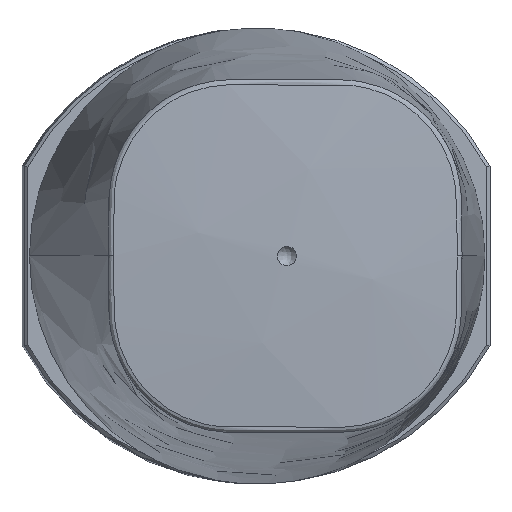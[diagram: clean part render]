
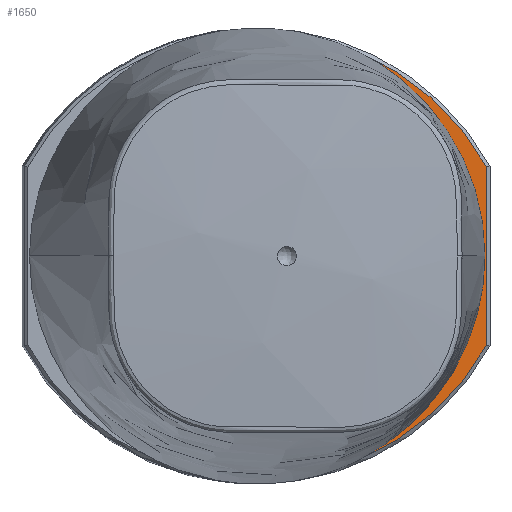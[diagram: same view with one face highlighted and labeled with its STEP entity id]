
A CAD part, left-side view. The second image highlights one B-rep face of the part: STEP entity #1650.
In plain terms, the highlighted planar face has unit normal (-0.999, -0.035, 0).
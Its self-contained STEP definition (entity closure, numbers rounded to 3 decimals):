
#49 = AXIS2_PLACEMENT_3D ( 'NONE', #4868, #4902, #6569 ) ;
#170 = CARTESIAN_POINT ( 'NONE',  ( -84.606, -46.402, 160.047 ) ) ;
#181 = CARTESIAN_POINT ( 'NONE',  ( -84.592, -46.791, 151.246 ) ) ;
#290 = CIRCLE ( 'NONE', #49, 23.634 ) ;
#314 = CARTESIAN_POINT ( 'NONE',  ( -85.3, -26.517, 158.387 ) ) ;
#716 = CARTESIAN_POINT ( 'NONE',  ( -84.578, -47.205, 162.985 ) ) ;
#956 = CARTESIAN_POINT ( 'NONE',  ( -84.584, -47.035, 153.162 ) ) ;
#1050 = CARTESIAN_POINT ( 'NONE',  ( -84.611, -46.251, 160.606 ) ) ;
#1094 = CARTESIAN_POINT ( 'NONE',  ( -84.659, -44.884, 164.15 ) ) ;
#1124 = DIRECTION ( 'NONE',  ( 0., 0., -1. ) ) ;
#1192 = VECTOR ( 'NONE', #10751, 1000. ) ;
#1639 = CARTESIAN_POINT ( 'NONE',  ( -84.586, -46.971, 156.86 ) ) ;
#1650 = ADVANCED_FACE ( 'NONE', ( #3943 ), #5305, .T. ) ;
#1715 = CARTESIAN_POINT ( 'NONE',  ( -84.924, -37.279, 172.569 ) ) ;
#1735 = CARTESIAN_POINT ( 'NONE',  ( -84.624, -45.879, 148.184 ) ) ;
#1848 = EDGE_LOOP ( 'NONE', ( #5902, #3832, #10280, #9743, #6561 ) ) ;
#2541 = B_SPLINE_CURVE_WITH_KNOTS ( 'NONE', 3,
 ( #10384, #6007, #8694, #3454, #11370, #6972, #7011, #9577, #5221, #1735, #2607, #8731, #3485, #9620, #10729, #8009, #2790, #181, #956, #7976 ),
 .UNSPECIFIED., .F., .F.,
 ( 4, 2, 2, 2, 2, 1, 2, 1, 2, 2, 4 ),
 ( 0., 0.25, 0.5, 0.625, 0.687, 0.719, 0.734, 0.742, 0.746, 0.75, 1. ),
 .UNSPECIFIED. ) ;
#2607 = CARTESIAN_POINT ( 'NONE',  ( -84.62, -45.995, 148.522 ) ) ;
#2790 = CARTESIAN_POINT ( 'NONE',  ( -84.612, -46.231, 149.291 ) ) ;
#2827 = AXIS2_PLACEMENT_3D ( 'NONE', #314, #8993, #1124 ) ;
#2896 = CARTESIAN_POINT ( 'NONE',  ( -84.603, -46.49, 159.694 ) ) ;
#2998 = CARTESIAN_POINT ( 'NONE',  ( -84.578, -47.205, 146.983 ) ) ;
#3454 = CARTESIAN_POINT ( 'NONE',  ( -84.77, -41.691, 141.033 ) ) ;
#3468 = CARTESIAN_POINT ( 'NONE',  ( -84.596, -46.693, 158.75 ) ) ;
#3485 = CARTESIAN_POINT ( 'NONE',  ( -84.614, -46.155, 149.035 ) ) ;
#3526 = CARTESIAN_POINT ( 'NONE',  ( -84.689, -44.023, 154.984 ) ) ;
#3644 = CARTESIAN_POINT ( 'NONE',  ( -84.684, -44.159, 165.469 ) ) ;
#3687 = CARTESIAN_POINT ( 'NONE',  ( -84.69, -44.002, 165.728 ) ) ;
#3762 = CARTESIAN_POINT ( 'NONE',  ( -84.652, -45.092, 163.72 ) ) ;
#3832 = ORIENTED_EDGE ( 'NONE', *, *, #7034, .F. ) ;
#3892 = EDGE_CURVE ( 'NONE', #5761, #4651, #9444, .T. ) ;
#3943 = FACE_OUTER_BOUND ( 'NONE', #1848, .T. ) ;
#4339 = CARTESIAN_POINT ( 'NONE',  ( -84.631, -45.668, 162.415 ) ) ;
#4410 = CARTESIAN_POINT ( 'NONE',  ( -84.985, -35.557, 136.553 ) ) ;
#4613 = CARTESIAN_POINT ( 'NONE',  ( -84.671, -44.547, 164.788 ) ) ;
#4651 = VERTEX_POINT ( 'NONE', #2998 ) ;
#4868 = CARTESIAN_POINT ( 'NONE',  ( -85.3, -26.517, 151.581 ) ) ;
#4902 = DIRECTION ( 'NONE',  ( -0.999, -0.035, 0. ) ) ;
#5221 = CARTESIAN_POINT ( 'NONE',  ( -84.633, -45.634, 147.511 ) ) ;
#5305 = PLANE ( 'NONE',  #6639 ) ;
#5532 = CARTESIAN_POINT ( 'NONE',  ( -84.62, -45.987, 161.528 ) ) ;
#5544 = CARTESIAN_POINT ( 'NONE',  ( -84.984, -35.562, 173.412 ) ) ;
#5761 = VERTEX_POINT ( 'NONE', #4410 ) ;
#5902 = ORIENTED_EDGE ( 'NONE', *, *, #11336, .T. ) ;
#6007 = CARTESIAN_POINT ( 'NONE',  ( -84.925, -37.273, 137.396 ) ) ;
#6241 = CARTESIAN_POINT ( 'NONE',  ( -84.611, -46.26, 160.575 ) ) ;
#6279 = CARTESIAN_POINT ( 'NONE',  ( -84.61, -46.276, 160.516 ) ) ;
#6321 = CARTESIAN_POINT ( 'NONE',  ( -84.727, -42.934, 167.446 ) ) ;
#6437 = CARTESIAN_POINT ( 'NONE',  ( -84.578, -47.205, 154.984 ) ) ;
#6561 = ORIENTED_EDGE ( 'NONE', *, *, #6794, .T. ) ;
#6569 = DIRECTION ( 'NONE',  ( 0., 0., -1. ) ) ;
#6639 = AXIS2_PLACEMENT_3D ( 'NONE', #3526, #7025, #9668 ) ;
#6794 = EDGE_CURVE ( 'NONE', #4651, #7319, #7216, .T. ) ;
#6880 = CARTESIAN_POINT ( 'NONE',  ( -84.584, -47.035, 155.917 ) ) ;
#6951 = CARTESIAN_POINT ( 'NONE',  ( -84.608, -46.325, 160.34 ) ) ;
#6972 = CARTESIAN_POINT ( 'NONE',  ( -84.675, -44.428, 144.922 ) ) ;
#7011 = CARTESIAN_POINT ( 'NONE',  ( -84.659, -44.875, 145.764 ) ) ;
#7025 = DIRECTION ( 'NONE',  ( -0.999, -0.035, 0. ) ) ;
#7034 = EDGE_CURVE ( 'NONE', #9736, #11288, #9700, .T. ) ;
#7137 = CARTESIAN_POINT ( 'NONE',  ( -84.593, -46.775, 158.277 ) ) ;
#7216 = LINE ( 'NONE', #6437, #1192 ) ;
#7319 = VERTEX_POINT ( 'NONE', #716 ) ;
#7730 = CARTESIAN_POINT ( 'NONE',  ( -84.584, -47.035, 154.984 ) ) ;
#7976 = CARTESIAN_POINT ( 'NONE',  ( -84.584, -47.035, 154.984 ) ) ;
#8009 = CARTESIAN_POINT ( 'NONE',  ( -84.612, -46.223, 149.264 ) ) ;
#8107 = CARTESIAN_POINT ( 'NONE',  ( -84.609, -46.301, 160.428 ) ) ;
#8694 = CARTESIAN_POINT ( 'NONE',  ( -84.869, -38.867, 138.478 ) ) ;
#8731 = CARTESIAN_POINT ( 'NONE',  ( -84.616, -46.103, 148.863 ) ) ;
#8895 = CARTESIAN_POINT ( 'NONE',  ( -84.677, -44.373, 165.104 ) ) ;
#8966 = CARTESIAN_POINT ( 'NONE',  ( -84.687, -44.065, 165.625 ) ) ;
#8993 = DIRECTION ( 'NONE',  ( -0.999, -0.035, 0. ) ) ;
#9004 = CARTESIAN_POINT ( 'NONE',  ( -84.607, -46.372, 160.164 ) ) ;
#9444 = CIRCLE ( 'NONE', #2827, 23.633 ) ;
#9577 = CARTESIAN_POINT ( 'NONE',  ( -84.639, -45.456, 147.069 ) ) ;
#9620 = CARTESIAN_POINT ( 'NONE',  ( -84.614, -46.181, 149.12 ) ) ;
#9668 = DIRECTION ( 'NONE',  ( -0.035, 0.999, 0. ) ) ;
#9700 = B_SPLINE_CURVE_WITH_KNOTS ( 'NONE', 3,
 ( #7730, #6880, #1639, #7137, #3468, #10485, #2896, #170, #9004, #6951, #8107, #6279, #6241, #1050, #5532, #4339, #3762, #1094, #4613, #8895, #3644, #8966, #3687, #10754, #6321, #9907, #10674, #1715, #9783 ),
 .UNSPECIFIED., .F., .F.,
 ( 4, 2, 2, 2, 2, 1, 2, 2, 2, 2, 1, 1, 2, 2, 2, 4 ),
 ( 0., 0.125, 0.187, 0.219, 0.234, 0.242, 0.246, 0.25, 0.375, 0.437, 0.469, 0.484, 0.492, 0.5, 0.75, 1. ),
 .UNSPECIFIED. ) ;
#9736 = VERTEX_POINT ( 'NONE', #9946 ) ;
#9743 = ORIENTED_EDGE ( 'NONE', *, *, #3892, .T. ) ;
#9783 = CARTESIAN_POINT ( 'NONE',  ( -84.984, -35.562, 173.412 ) ) ;
#9907 = CARTESIAN_POINT ( 'NONE',  ( -84.77, -41.702, 168.923 ) ) ;
#9946 = CARTESIAN_POINT ( 'NONE',  ( -84.584, -47.035, 154.984 ) ) ;
#10280 = ORIENTED_EDGE ( 'NONE', *, *, #11060, .F. ) ;
#10384 = CARTESIAN_POINT ( 'NONE',  ( -84.985, -35.557, 136.553 ) ) ;
#10485 = CARTESIAN_POINT ( 'NONE',  ( -84.601, -46.544, 159.458 ) ) ;
#10674 = CARTESIAN_POINT ( 'NONE',  ( -84.869, -38.875, 171.485 ) ) ;
#10729 = CARTESIAN_POINT ( 'NONE',  ( -84.613, -46.206, 149.206 ) ) ;
#10751 = DIRECTION ( 'NONE',  ( 0., 0., 1. ) ) ;
#10754 = CARTESIAN_POINT ( 'NONE',  ( -84.691, -43.97, 165.781 ) ) ;
#11060 = EDGE_CURVE ( 'NONE', #5761, #9736, #2541, .T. ) ;
#11288 = VERTEX_POINT ( 'NONE', #5544 ) ;
#11336 = EDGE_CURVE ( 'NONE', #7319, #11288, #290, .T. ) ;
#11370 = CARTESIAN_POINT ( 'NONE',  ( -84.727, -42.921, 142.505 ) ) ;
